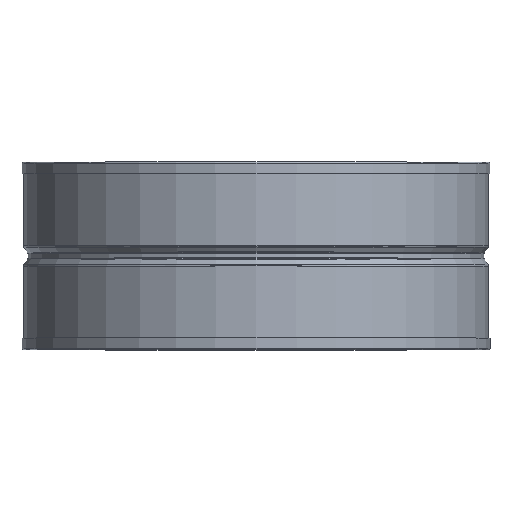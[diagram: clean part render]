
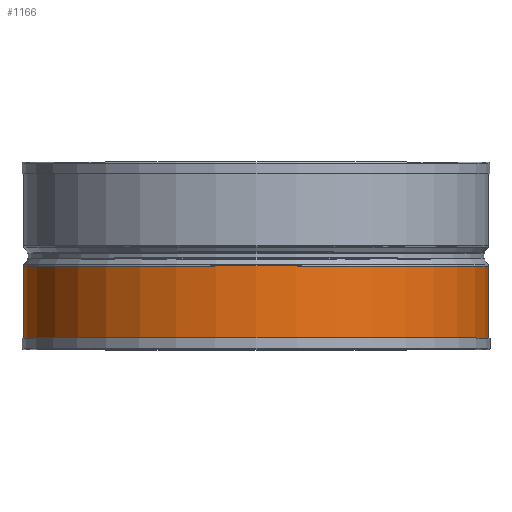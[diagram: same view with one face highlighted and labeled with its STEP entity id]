
A CAD part, top view. The second image highlights one B-rep face of the part: STEP entity #1166.
In plain terms, the highlighted cylindrical face has radius 100.675 mm (diameter 201.35 mm), a full revolution.
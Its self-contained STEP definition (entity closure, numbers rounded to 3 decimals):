
#339=CARTESIAN_POINT('',(100.675,35.5,0.002));
#340=VERTEX_POINT('',#339);
#372=CARTESIAN_POINT('',(100.675,0.0,0.002));
#373=VERTEX_POINT('',#372);
#374=CARTESIAN_POINT('',(100.675,0.0,0.002));
#375=DIRECTION('',(0.0,1.0,0.0));
#376=VECTOR('',#375,35.5);
#377=LINE('',#374,#376);
#378=EDGE_CURVE('',#373,#340,#377,.T.);
#476=CARTESIAN_POINT('',(100.675,0.0,0.0));
#477=VERTEX_POINT('',#476);
#509=CARTESIAN_POINT('',(100.675,35.5,0.0));
#510=VERTEX_POINT('',#509);
#511=CARTESIAN_POINT('',(100.675,0.0,0.0));
#512=DIRECTION('',(0.0,1.0,0.0));
#513=VECTOR('',#512,35.5);
#514=LINE('',#511,#513);
#515=EDGE_CURVE('',#477,#510,#514,.T.);
#1137=CARTESIAN_POINT('',(0.0,0.0,0.0));
#1138=DIRECTION('',(0.0,1.0,0.0));
#1139=DIRECTION('',(1.0,0.0,0.0));
#1140=AXIS2_PLACEMENT_3D('',#1137,#1138,#1139);
#1141=CIRCLE('',#1140,100.675);
#1142=EDGE_CURVE('',#477,#373,#1141,.T.);
#1149=CARTESIAN_POINT('',(0.0,40.,0.0));
#1150=DIRECTION('',(0.0,1.0,0.0));
#1151=DIRECTION('',(1.0,0.0,0.0));
#1152=AXIS2_PLACEMENT_3D('',#1149,#1150,#1151);
#1153=CYLINDRICAL_SURFACE('',#1152,100.675);
#1154=ORIENTED_EDGE('',*,*,#378,.T.);
#1155=CARTESIAN_POINT('',(0.0,35.5,0.0));
#1156=DIRECTION('',(0.0,1.0,0.0));
#1157=DIRECTION('',(1.0,0.0,0.0));
#1158=AXIS2_PLACEMENT_3D('',#1155,#1156,#1157);
#1159=CIRCLE('',#1158,100.675);
#1160=EDGE_CURVE('',#510,#340,#1159,.T.);
#1161=ORIENTED_EDGE('',*,*,#1160,.F.);
#1162=ORIENTED_EDGE('',*,*,#515,.F.);
#1163=ORIENTED_EDGE('',*,*,#1142,.T.);
#1164=EDGE_LOOP('',(#1154,#1161,#1162,#1163));
#1165=FACE_OUTER_BOUND('',#1164,.T.);
#1166=ADVANCED_FACE('',(#1165),#1153,.T.);
